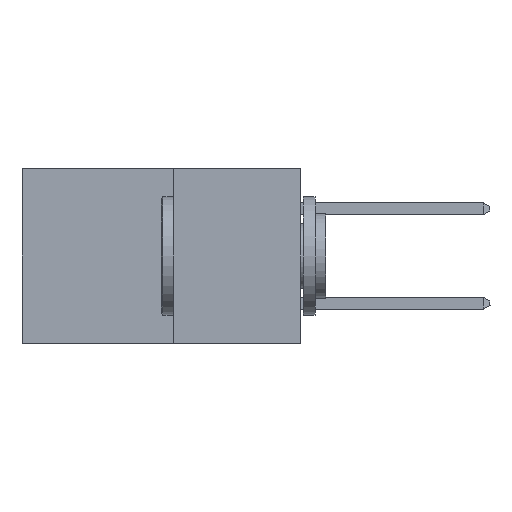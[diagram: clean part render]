
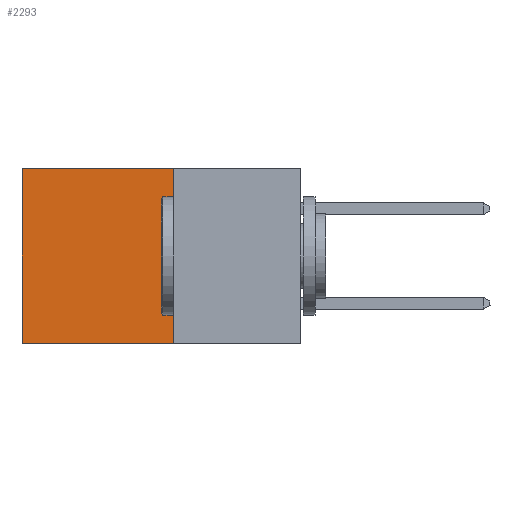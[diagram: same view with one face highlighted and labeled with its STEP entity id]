
A CAD part, left-side view. The second image highlights one B-rep face of the part: STEP entity #2293.
In plain terms, the highlighted planar face has unit normal (-1, 0, 0).
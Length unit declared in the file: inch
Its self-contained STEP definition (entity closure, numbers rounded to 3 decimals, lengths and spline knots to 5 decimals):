
#104 = EDGE_CURVE ( 'NONE', #1925, #4224, #7643, .T. ) ;
#1400 = CARTESIAN_POINT ( 'NONE',  ( 0.277, 0.27, -0.37 ) ) ;
#1925 = VERTEX_POINT ( 'NONE', #6823 ) ;
#2286 = VECTOR ( 'NONE', #14725, 39.37008 ) ;
#2293 = ADVANCED_FACE ( 'NONE', ( #3569 ), #5251, .F. ) ;
#2815 = VECTOR ( 'NONE', #9680, 39.37008 ) ;
#2874 = ORIENTED_EDGE ( 'NONE', *, *, #5860, .F. ) ;
#3256 = VECTOR ( 'NONE', #14409, 39.37008 ) ;
#3569 = FACE_OUTER_BOUND ( 'NONE', #4534, .T. ) ;
#3840 = VERTEX_POINT ( 'NONE', #15080 ) ;
#4010 = VECTOR ( 'NONE', #5988, 39.37008 ) ;
#4131 = LINE ( 'NONE', #14432, #3256 ) ;
#4224 = VERTEX_POINT ( 'NONE', #5553 ) ;
#4534 = EDGE_LOOP ( 'NONE', ( #11546, #5278, #2874, #12594 ) ) ;
#5039 = CARTESIAN_POINT ( 'NONE',  ( 0.277, 0.27, -0.37 ) ) ;
#5251 = PLANE ( 'NONE',  #14733 ) ;
#5278 = ORIENTED_EDGE ( 'NONE', *, *, #15144, .F. ) ;
#5340 = EDGE_CURVE ( 'NONE', #4224, #3840, #4131, .T. ) ;
#5553 = CARTESIAN_POINT ( 'NONE',  ( 0.277, 0.59, 0. ) ) ;
#5860 = EDGE_CURVE ( 'NONE', #1925, #13600, #16556, .T. ) ;
#5978 = LINE ( 'NONE', #8132, #2286 ) ;
#5988 = DIRECTION ( 'NONE',  ( 0., 1., 0. ) ) ;
#6043 = CARTESIAN_POINT ( 'NONE',  ( 0.277, 0.27, 0. ) ) ;
#6476 = DIRECTION ( 'NONE',  ( 0., 0., -1. ) ) ;
#6823 = CARTESIAN_POINT ( 'NONE',  ( 0.277, 0.27, 0. ) ) ;
#7643 = LINE ( 'NONE', #6043, #4010 ) ;
#8132 = CARTESIAN_POINT ( 'NONE',  ( 0.277, 0.27, -0.37 ) ) ;
#9595 = DIRECTION ( 'NONE',  ( 1., 0., 0. ) ) ;
#9680 = DIRECTION ( 'NONE',  ( 0., 0., -1. ) ) ;
#9726 = CARTESIAN_POINT ( 'NONE',  ( 0.277, 0.27, -0.37 ) ) ;
#11546 = ORIENTED_EDGE ( 'NONE', *, *, #5340, .T. ) ;
#12594 = ORIENTED_EDGE ( 'NONE', *, *, #104, .T. ) ;
#13600 = VERTEX_POINT ( 'NONE', #5039 ) ;
#14409 = DIRECTION ( 'NONE',  ( 0., 0., -1. ) ) ;
#14432 = CARTESIAN_POINT ( 'NONE',  ( 0.277, 0.59, -0.37 ) ) ;
#14725 = DIRECTION ( 'NONE',  ( 0., 1., 0. ) ) ;
#14733 = AXIS2_PLACEMENT_3D ( 'NONE', #1400, #9595, #6476 ) ;
#15080 = CARTESIAN_POINT ( 'NONE',  ( 0.277, 0.59, -0.37 ) ) ;
#15144 = EDGE_CURVE ( 'NONE', #13600, #3840, #5978, .T. ) ;
#16556 = LINE ( 'NONE', #9726, #2815 ) ;
